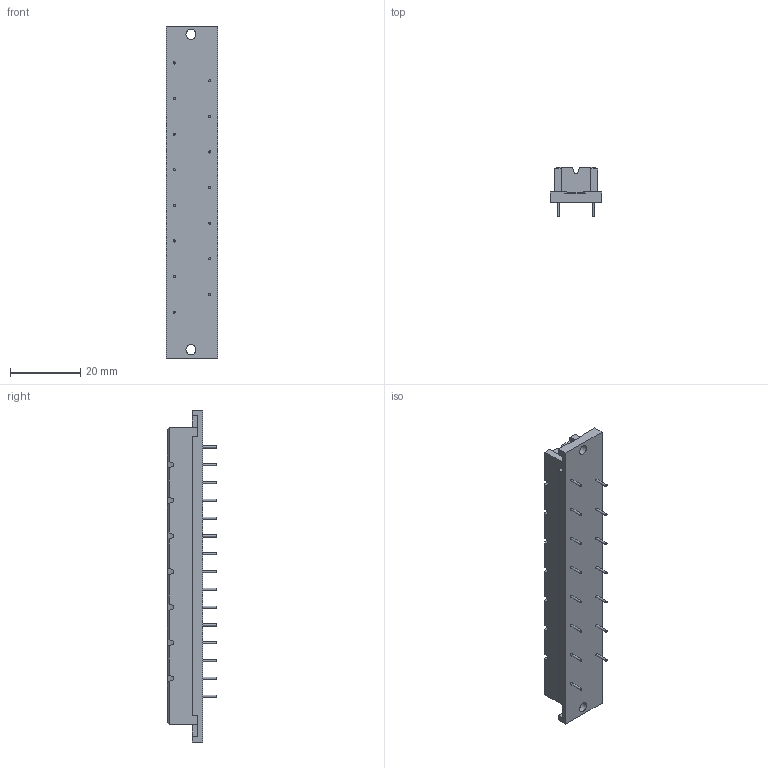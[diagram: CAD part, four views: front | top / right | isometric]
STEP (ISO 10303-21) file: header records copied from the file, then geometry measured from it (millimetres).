
FILE_DESCRIPTION(/* description */ ('STEP AP214'),/* implementation_level */ '2;1');
FILE_NAME(/* name */ 'psolqas_7292_0',/* time_stamp */ '2024-09-25T11:52:52+02:00',/* author */ ('License CC BY-ND 4.0'),/* organization */ ('CADENAS'),/* preprocessor_version */ 'ST-DEVELOPER v19.3',/* originating_system */ 'PARTsolutions',/* authorisation */ ' ');
FILE_SCHEMA (('AUTOMOTIVE_DESIGN {1 0 10303 214 3 1 1}'));
Length unit declared in the file: metre
Products named in the file (1): MD_09062119020400_100083282ugm000_b
Bounding box: 14.7 x 14.1 x 94.75 mm (x, y, z)
Volume: 10667.1 mm3; surface area: 5474.6 mm2
Topology: 1 solids, 1 shells, 233 faces, 613 edges, 412 vertices
Faces by surface type: plane 216, cylinder 17
Full cylindrical faces by diameter (mm): 0.6 x15, 2.85 x2
Entity records: 8536 total; most frequent: CARTESIAN_POINT 1214, ORIENTED_EDGE 1164, DIRECTION 1084, EDGE_CURVE 582, LINE 548, VECTOR 548, VERTEX_POINT 398, EDGE_LOOP 284
